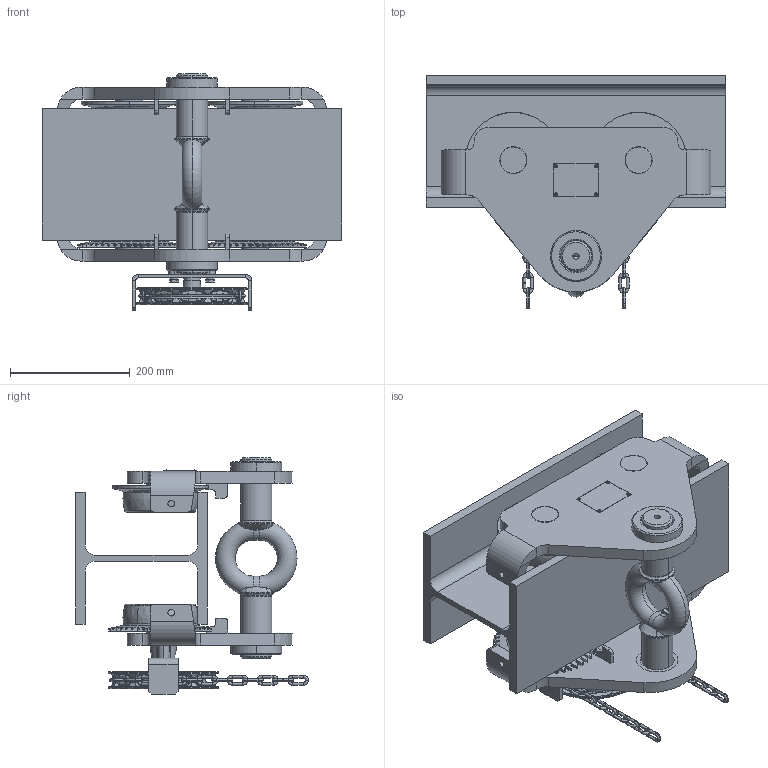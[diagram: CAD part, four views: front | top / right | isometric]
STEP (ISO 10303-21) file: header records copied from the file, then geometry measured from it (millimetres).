
FILE_DESCRIPTION (( 'STEP AP214' ), '1' );
FILE_NAME ('HTG-A 5,0t.STEP', '2018-02-13T08:45:20', ( '' ), ( '' ), 'SwSTEP 2.0', 'SolidWorks 2015', '' );
FILE_SCHEMA (( 'AUTOMOTIVE_DESIGN' ));
Length unit declared in the file: millimetre
Products named in the file (1): HTG-A 5,0t
Bounding box: 500 x 388.52 x 394.5 mm (x, y, z)
Volume: 11469963.7 mm3; surface area: 1765750.2 mm2
Topology: 78 solids, 78 shells, 2568 faces, 6717 edges, 4284 vertices
Faces by surface type: cylinder 1266, plane 487, cone 361, torus 336, bspline 102, sphere 16
Entity records: 119982 total; most frequent: CARTESIAN_POINT 27980, DIRECTION 13376, ORIENTED_EDGE 13354, EDGE_CURVE 6677, AXIS2_PLACEMENT_3D 5580, VERTEX_POINT 4272, CIRCLE 3113, EDGE_LOOP 2761
